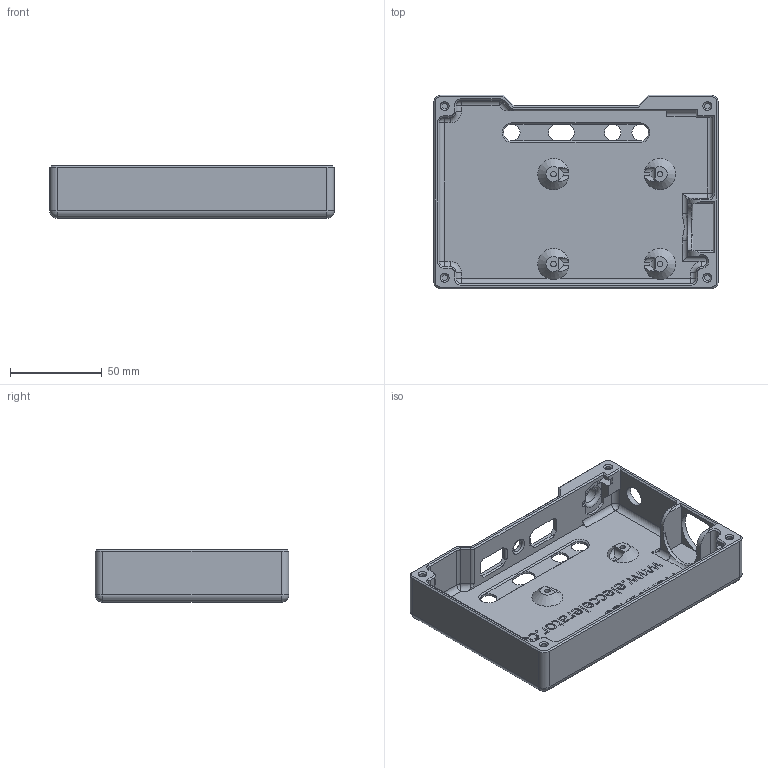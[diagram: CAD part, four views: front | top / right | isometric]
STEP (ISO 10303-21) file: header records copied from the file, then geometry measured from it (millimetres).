
FILE_DESCRIPTION( ( '' ), ' ' );
FILE_NAME( '5d918f16d4cc5d158c731938.step', '2019-09-30T05:13:59', ( '' ), ( '' ), ' ', ' ', ' ' );
FILE_SCHEMA( ( 'AUTOMOTIVE_DESIGN { 1 0 10303 214 1 1 1 1 }' ) );
Length unit declared in the file: metre
Products named in the file (1): Box
Bounding box: 155 x 105.5 x 28.5 mm (x, y, z)
Volume: 79520.7 mm3; surface area: 60409.6 mm2
Topology: 1 solids, 31 shells, 842 faces, 2208 edges, 1423 vertices
Faces by surface type: plane 399, extrusion 306, cylinder 83, cone 34, sphere 12, torus 6, bspline 2
Full cylindrical faces by diameter (mm): 3 x4, 3.2 x8, 3.4 x1, 7 x1, 8.938 x1, 9 x3, 11 x1
Entity records: 33000 total; most frequent: CARTESIAN_POINT 6877, ORIENTED_EDGE 4314, DIRECTION 3088, EDGE_CURVE 2157, VECTOR 1598, VERTEX_POINT 1415, LINE 1292, B_SPLINE_CURVE_WITH_KNOTS 961
